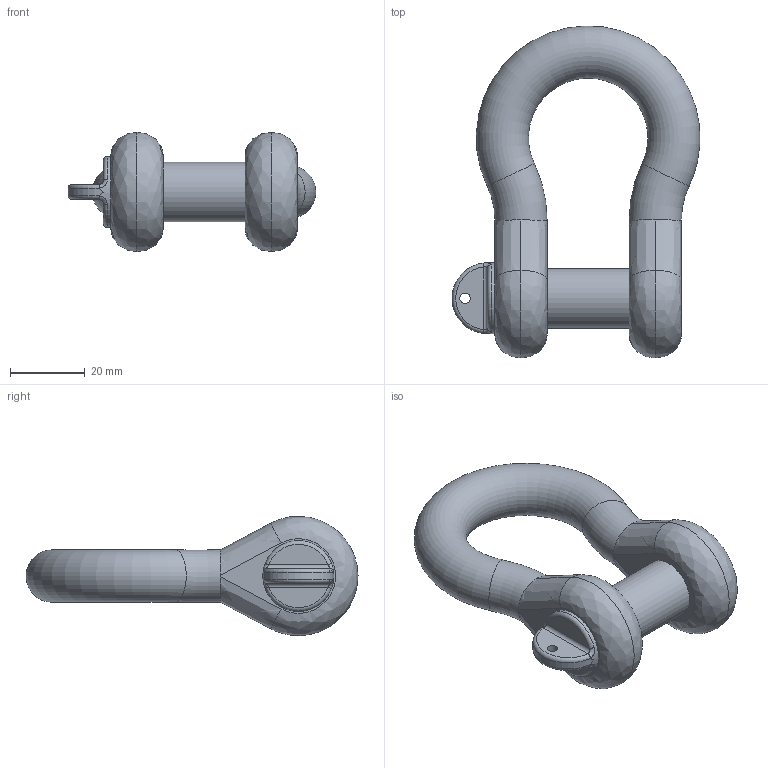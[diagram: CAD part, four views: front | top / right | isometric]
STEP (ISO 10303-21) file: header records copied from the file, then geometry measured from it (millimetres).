
FILE_DESCRIPTION(/* description */ (''),/* implementation_level */ '2;1');
FILE_NAME(/* name */ 'GSCHW_7.stp',/* time_stamp */ '2012-01-17T11:37:02+01:00',/* author */ (''),/* organization */ (''),/* preprocessor_version */ 'ST-DEVELOPER v11',/* originating_system */ 'SIEMENS PLM Software NX 7.5',/* authorisation */ '');
FILE_SCHEMA (('AUTOMOTIVE_DESIGN { 1 0 10303 214 1 1 1 1 }'));
Length unit declared in the file: millimetre
Products named in the file (1): kse2136xlmg
Bounding box: 66.42 x 88.99 x 31.98 mm (x, y, z)
Volume: 45992.3 mm3; surface area: 14501 mm2
Topology: 2 solids, 2 shells, 46 faces, 106 edges, 65 vertices
Faces by surface type: bspline 16, cylinder 12, plane 10, torus 7, cone 1
Full cylindrical faces by diameter (mm): 2.8 x1, 16 x3, 19 x1
Entity records: 1887 total; most frequent: CARTESIAN_POINT 1027, ORIENTED_EDGE 188, DIRECTION 134, EDGE_CURVE 94, AXIS2_PLACEMENT_3D 63, EDGE_LOOP 62, VERTEX_POINT 62, ADVANCED_FACE 46
